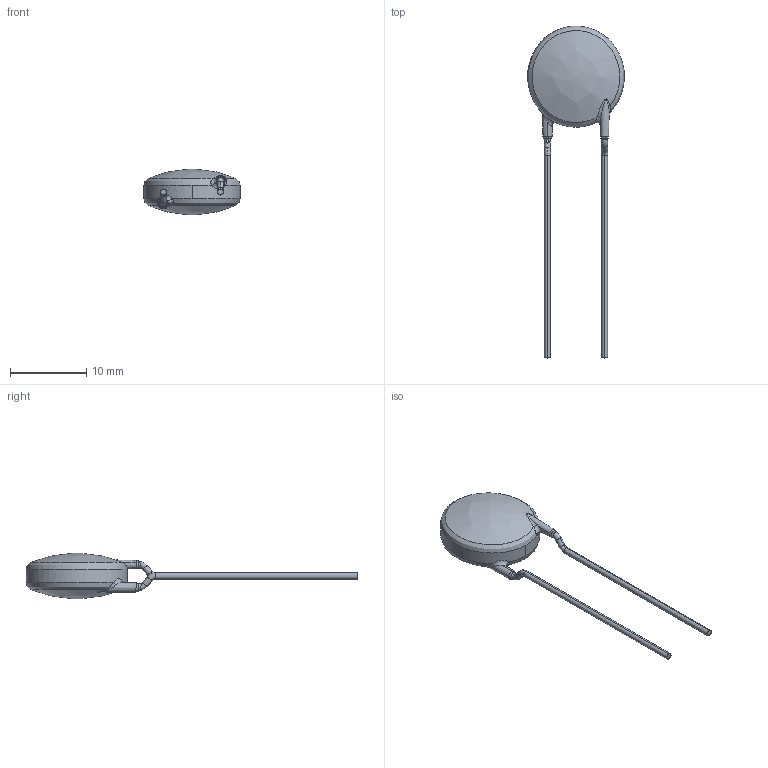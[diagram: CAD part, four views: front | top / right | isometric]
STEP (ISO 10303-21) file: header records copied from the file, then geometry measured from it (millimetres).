
FILE_DESCRIPTION (( 'STEP AP214' ), '1' );
FILE_NAME ('P11.STEP', '2020-04-16T06:01:02', ( '' ), ( '' ), 'SwSTEP 2.0', 'SolidWorks 2019', '' );
FILE_SCHEMA (( 'AUTOMOTIVE_DESIGN' ));
Length unit declared in the file: millimetre
Products named in the file (1): P11
Bounding box: 12.69 x 43.62 x 6 mm (x, y, z)
Volume: 632.5 mm3; surface area: 558.9 mm2
Topology: 1 solids, 1 shells, 43 faces, 99 edges, 57 vertices
Faces by surface type: bspline 25, cylinder 8, torus 6, plane 2, cone 2
Entity records: 3806 total; most frequent: CARTESIAN_POINT 2705, ORIENTED_EDGE 196, DIRECTION 108, EDGE_CURVE 98, B_SPLINE_CURVE_WITH_KNOTS 57, VERTEX_POINT 57, AXIS2_PLACEMENT_3D 48, EDGE_LOOP 43
